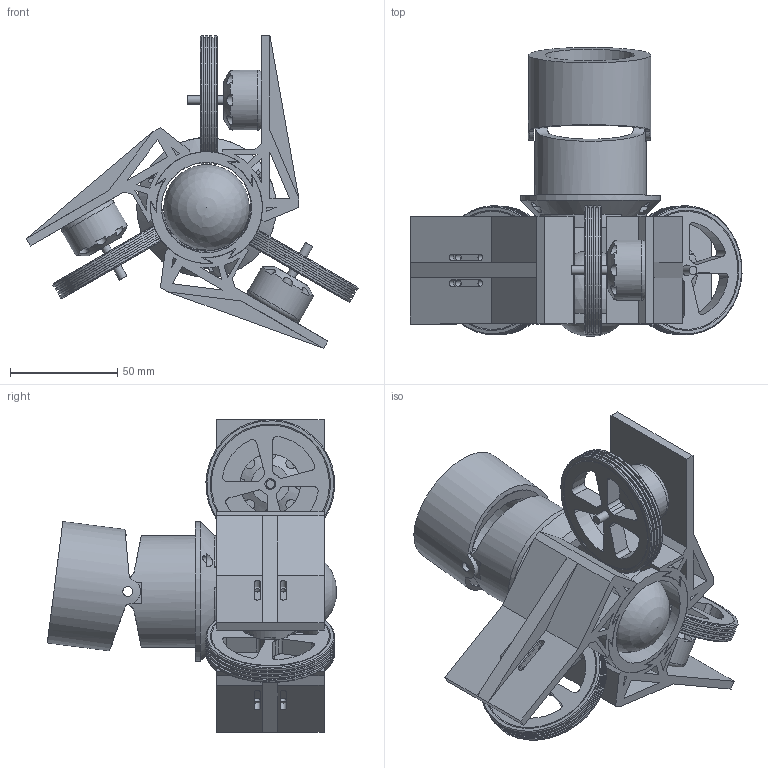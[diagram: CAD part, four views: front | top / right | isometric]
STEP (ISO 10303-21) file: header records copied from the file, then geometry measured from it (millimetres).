
FILE_DESCRIPTION(/* description */ ('STEP AP242','CAx-IF Rec.Pracs.---Representation and Presentation of Product Manufacturing Information (PMI)---4.0---2014-10-13','CAx-IF Rec.Pracs.---3D Tessellated Geometry---0.4---2014-09-14','2;1'),/* implementation_level */ '2;1');
FILE_NAME(/* name */ '6754a58fe893b201dcda8d70',/* time_stamp */ '2024-12-07T19:44:16Z',/* author */ (''),/* organization */ (''),/* preprocessor_version */ 'ST-DEVELOPER v20',/* originating_system */ 'ONSHAPE BY PTC INC, 1.190',/* authorisation */ ' ');
FILE_SCHEMA (('AP242_MANAGED_MODEL_BASED_3D_ENGINEERING_MIM_LF { 1 0 10303 442 1 1 4 }'));
Length unit declared in the file: metre
Products named in the file (9): Head Assembly; Ball; Pitch Head; Rubber Wheel; MT2204; Slotted Pipe (Circular); Flywheel; Motor Attachment (Circular); Pitch Horizontal
Assembly tree (16 placements, depth 2):
  Head Assembly
    Ball
    Pitch Head
    Rubber Wheel  x3
    MT2204  x3
    Slotted Pipe (Circular)
    Flywheel  x3
    Motor Attachment (Circular)  x3
    Pitch Horizontal
Bounding box: 154.54 x 134.68 x 145.55 mm (x, y, z)
Volume: 305448 mm3; surface area: 155581.7 mm2
Topology: 16 solids, 16 shells, 554 faces, 1422 edges, 937 vertices
Faces by surface type: plane 275, cylinder 250, cone 25, torus 3, sphere 1
Full cylindrical faces by diameter (mm): 3 x12, 3.2 x3, 4 x6, 4.587 x2, 5 x3, 5.123 x2, 28 x3, 42 x3, 50 x10, 52 x1, 55 x3, 57 x1, 58 x9, 60 x12, 65 x1
Entity records: 7961 total; most frequent: CARTESIAN_POINT 1577, DIRECTION 1318, ORIENTED_EDGE 1188, EDGE_CURVE 594, AXIS2_PLACEMENT_3D 514, VERTEX_POINT 415, FACE_BOUND 355, EDGE_LOOP 354
